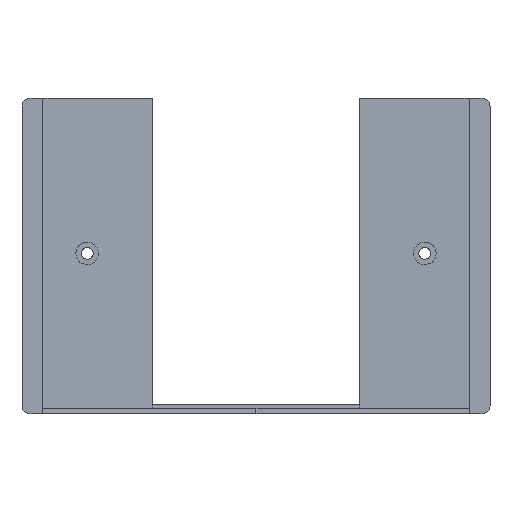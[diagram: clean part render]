
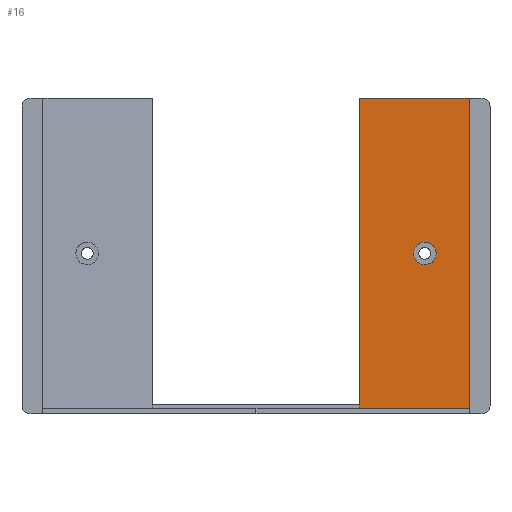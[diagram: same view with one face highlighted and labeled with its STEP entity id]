
A CAD part, front view. The second image highlights one B-rep face of the part: STEP entity #16.
In plain terms, the highlighted planar face has unit normal (-0.03, -1, 0).
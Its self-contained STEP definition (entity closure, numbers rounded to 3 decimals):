
#16=ADVANCED_FACE('',(#107,#97),#1209,.T.);
#97=FACE_BOUND('',#190,.T.);
#107=FACE_OUTER_BOUND('',#189,.T.);
#189=EDGE_LOOP('',(#291,#292,#293,#294,#295,#296,#297,#298,#299));
#190=EDGE_LOOP('',(#300,#301));
#291=ORIENTED_EDGE('',*,*,#807,.T.);
#292=ORIENTED_EDGE('',*,*,#808,.T.);
#293=ORIENTED_EDGE('',*,*,#809,.T.);
#294=ORIENTED_EDGE('',*,*,#671,.T.);
#295=ORIENTED_EDGE('',*,*,#660,.F.);
#296=ORIENTED_EDGE('',*,*,#811,.F.);
#297=ORIENTED_EDGE('',*,*,#657,.F.);
#298=ORIENTED_EDGE('',*,*,#659,.T.);
#299=ORIENTED_EDGE('',*,*,#812,.T.);
#300=ORIENTED_EDGE('',*,*,#680,.T.);
#301=ORIENTED_EDGE('',*,*,#827,.T.);
#657=EDGE_CURVE('',#1038,#1134,#984,.T.);
#659=EDGE_CURVE('',#1038,#1135,#986,.T.);
#660=EDGE_CURVE('',#1039,#1049,#987,.T.);
#671=EDGE_CURVE('',#1047,#1049,#989,.T.);
#680=EDGE_CURVE('',#1055,#1145,#996,.T.);
#807=EDGE_CURVE('',#1053,#1136,#1026,.T.);
#808=EDGE_CURVE('',#1136,#1137,#954,.T.);
#809=EDGE_CURVE('',#1137,#1047,#1027,.T.);
#811=EDGE_CURVE('',#1134,#1039,#1029,.T.);
#812=EDGE_CURVE('',#1135,#1053,#1030,.T.);
#827=EDGE_CURVE('',#1145,#1055,#1032,.T.);
#954=(
BOUNDED_CURVE()
B_SPLINE_CURVE(2,(#2394,#2395,#2396),.UNSPECIFIED.,.F.,.F.)
B_SPLINE_CURVE_WITH_KNOTS((3,3),(294.388,406.923),
 .UNSPECIFIED.)
CURVE()
GEOMETRIC_REPRESENTATION_ITEM()
RATIONAL_B_SPLINE_CURVE((1.,1.,1.))
REPRESENTATION_ITEM('')
);
#984=B_SPLINE_CURVE_WITH_KNOTS('',1,(#1886,#1887),.UNSPECIFIED.,.F.,.F.,
(2,2),(0.,1.493),.UNSPECIFIED.);
#986=B_SPLINE_CURVE_WITH_KNOTS('',1,(#1890,#1891),.UNSPECIFIED.,.F.,.F.,
(2,2),(59.2,105.421),.UNSPECIFIED.);
#987=B_SPLINE_CURVE_WITH_KNOTS('',1,(#1892,#1893),.UNSPECIFIED.,.F.,.F.,
(2,2),(59.2,105.621),.UNSPECIFIED.);
#989=B_SPLINE_CURVE_WITH_KNOTS('',3,(#1932,#1933,#1934,#1935,#1936,#1937,
#1938,#1939,#1940,#1941,#1942,#1943,#1944,#1945,#1946,#1947,#1948,#1949,
#1950,#1951),.UNSPECIFIED.,.F.,.F.,(4,1,1,1,1,1,1,1,1,1,1,1,1,1,1,1,1,4),
(0.,0.254,0.516,0.785,1.061,
1.342,1.628,1.918,2.209,2.502,
2.793,3.083,3.369,3.651,3.927,
4.196,4.458,4.712),.UNSPECIFIED.);
#996=B_SPLINE_CURVE_WITH_KNOTS('',3,(#1972,#1973,#1974,#1975,#1976,#1977,
#1978,#1979,#1980,#1981,#1982,#1983,#1984),.UNSPECIFIED.,.F.,.F.,(4,3,3,
3,4),(0.,3.465,6.931,10.397,13.862),
 .UNSPECIFIED.);
#1026=B_SPLINE_CURVE_WITH_KNOTS('',3,(#2388,#2389,#2390,#2391,#2392,#2393),
 .UNSPECIFIED.,.F.,.F.,(4,2,4),(0.203,1.612,3.224),
 .UNSPECIFIED.);
#1027=B_SPLINE_CURVE_WITH_KNOTS('',1,(#2397,#2398),.UNSPECIFIED.,.F.,.F.,
(2,2),(107.422,108.623),.UNSPECIFIED.);
#1029=B_SPLINE_CURVE_WITH_KNOTS('',1,(#2401,#2402),.UNSPECIFIED.,.F.,.F.,
(2,2),(1.493,117.534),.UNSPECIFIED.);
#1030=B_SPLINE_CURVE_WITH_KNOTS('',1,(#2403,#2404),.UNSPECIFIED.,.F.,.F.,
(2,2),(105.421,105.621),.UNSPECIFIED.);
#1032=B_SPLINE_CURVE_WITH_KNOTS('',3,(#2458,#2459,#2460,#2461,#2462,#2463,
#2464,#2465,#2466,#2467,#2468,#2469,#2470),.UNSPECIFIED.,.F.,.F.,(4,3,3,
3,4),(13.862,17.327,20.793,24.259,
27.724),.UNSPECIFIED.);
#1038=VERTEX_POINT('',#1763);
#1039=VERTEX_POINT('',#1764);
#1047=VERTEX_POINT('',#1772);
#1049=VERTEX_POINT('',#1774);
#1053=VERTEX_POINT('',#1778);
#1055=VERTEX_POINT('',#1780);
#1134=VERTEX_POINT('',#1859);
#1135=VERTEX_POINT('',#1860);
#1136=VERTEX_POINT('',#1861);
#1137=VERTEX_POINT('',#1862);
#1145=VERTEX_POINT('',#1870);
#1209=PLANE('',#1259);
#1259=AXIS2_PLACEMENT_3D('',#1325,#1292,$);
#1292=DIRECTION('',(-0.03,-1.,0.));
#1325=CARTESIAN_POINT('',(-441.8,197.94,-1.517));
#1763=CARTESIAN_POINT('',(-441.8,197.94,-1.517));
#1764=CARTESIAN_POINT('',(-441.8,197.94,116.018));
#1772=CARTESIAN_POINT('',(-392.4,196.44,113.018));
#1774=CARTESIAN_POINT('',(-395.4,196.532,116.018));
#1778=CARTESIAN_POINT('',(-395.4,196.532,-1.517));
#1780=CARTESIAN_POINT('',(-412.8,197.06,57.25));
#1859=CARTESIAN_POINT('',(-441.8,197.94,-0.023));
#1860=CARTESIAN_POINT('',(-395.6,196.538,-1.517));
#1861=CARTESIAN_POINT('',(-393.6,196.477,0.483));
#1862=CARTESIAN_POINT('',(-393.6,196.477,113.018));
#1870=CARTESIAN_POINT('',(-421.4,197.321,57.25));
#1886=CARTESIAN_POINT('',(-441.8,197.94,-1.517));
#1887=CARTESIAN_POINT('',(-441.8,197.94,-0.023));
#1890=CARTESIAN_POINT('',(-441.8,197.94,-1.517));
#1891=CARTESIAN_POINT('',(-395.6,196.538,-1.517));
#1892=CARTESIAN_POINT('',(-441.8,197.94,116.018));
#1893=CARTESIAN_POINT('',(-395.4,196.532,116.018));
#1932=CARTESIAN_POINT('',(-392.4,196.44,113.018));
#1933=CARTESIAN_POINT('',(-392.4,196.44,113.102));
#1934=CARTESIAN_POINT('',(-392.407,196.441,113.274));
#1935=CARTESIAN_POINT('',(-392.441,196.442,113.534));
#1936=CARTESIAN_POINT('',(-392.499,196.443,113.797));
#1937=CARTESIAN_POINT('',(-392.582,196.446,114.06));
#1938=CARTESIAN_POINT('',(-392.692,196.449,114.319));
#1939=CARTESIAN_POINT('',(-392.828,196.453,114.571));
#1940=CARTESIAN_POINT('',(-392.989,196.458,114.811));
#1941=CARTESIAN_POINT('',(-393.175,196.464,115.036));
#1942=CARTESIAN_POINT('',(-393.381,196.47,115.243));
#1943=CARTESIAN_POINT('',(-393.606,196.477,115.428));
#1944=CARTESIAN_POINT('',(-393.847,196.484,115.59));
#1945=CARTESIAN_POINT('',(-394.098,196.492,115.726));
#1946=CARTESIAN_POINT('',(-394.358,196.5,115.835));
#1947=CARTESIAN_POINT('',(-394.621,196.508,115.919));
#1948=CARTESIAN_POINT('',(-394.884,196.516,115.977));
#1949=CARTESIAN_POINT('',(-395.144,196.524,116.01));
#1950=CARTESIAN_POINT('',(-395.315,196.529,116.018));
#1951=CARTESIAN_POINT('',(-395.4,196.532,116.018));
#1972=CARTESIAN_POINT('',(-412.8,197.06,57.25));
#1973=CARTESIAN_POINT('',(-412.8,197.06,56.11));
#1974=CARTESIAN_POINT('',(-413.253,197.074,55.016));
#1975=CARTESIAN_POINT('',(-414.059,197.098,54.21));
#1976=CARTESIAN_POINT('',(-414.866,197.123,53.403));
#1977=CARTESIAN_POINT('',(-415.96,197.156,52.95));
#1978=CARTESIAN_POINT('',(-417.1,197.19,52.95));
#1979=CARTESIAN_POINT('',(-418.24,197.225,52.95));
#1980=CARTESIAN_POINT('',(-419.334,197.258,53.403));
#1981=CARTESIAN_POINT('',(-420.141,197.283,54.21));
#1982=CARTESIAN_POINT('',(-420.947,197.307,55.016));
#1983=CARTESIAN_POINT('',(-421.4,197.321,56.11));
#1984=CARTESIAN_POINT('',(-421.4,197.321,57.25));
#2388=CARTESIAN_POINT('',(-395.4,196.532,-1.517));
#2389=CARTESIAN_POINT('',(-394.944,196.518,-1.461));
#2390=CARTESIAN_POINT('',(-394.514,196.505,-1.259));
#2391=CARTESIAN_POINT('',(-393.811,196.483,-0.556));
#2392=CARTESIAN_POINT('',(-393.6,196.477,-0.047));
#2393=CARTESIAN_POINT('',(-393.6,196.477,0.483));
#2394=CARTESIAN_POINT('',(-393.6,196.477,0.483));
#2395=CARTESIAN_POINT('',(-393.6,196.477,56.75));
#2396=CARTESIAN_POINT('',(-393.6,196.477,113.018));
#2397=CARTESIAN_POINT('',(-393.6,196.477,113.018));
#2398=CARTESIAN_POINT('',(-392.4,196.44,113.018));
#2401=CARTESIAN_POINT('',(-441.8,197.94,-0.023));
#2402=CARTESIAN_POINT('',(-441.8,197.94,116.018));
#2403=CARTESIAN_POINT('',(-395.6,196.538,-1.517));
#2404=CARTESIAN_POINT('',(-395.4,196.532,-1.517));
#2458=CARTESIAN_POINT('',(-421.4,197.321,57.25));
#2459=CARTESIAN_POINT('',(-421.4,197.321,58.391));
#2460=CARTESIAN_POINT('',(-420.947,197.307,59.485));
#2461=CARTESIAN_POINT('',(-420.141,197.283,60.291));
#2462=CARTESIAN_POINT('',(-419.334,197.258,61.097));
#2463=CARTESIAN_POINT('',(-418.24,197.225,61.55));
#2464=CARTESIAN_POINT('',(-417.1,197.19,61.55));
#2465=CARTESIAN_POINT('',(-415.96,197.156,61.55));
#2466=CARTESIAN_POINT('',(-414.866,197.123,61.097));
#2467=CARTESIAN_POINT('',(-414.059,197.098,60.291));
#2468=CARTESIAN_POINT('',(-413.253,197.074,59.485));
#2469=CARTESIAN_POINT('',(-412.8,197.06,58.391));
#2470=CARTESIAN_POINT('',(-412.8,197.06,57.25));
